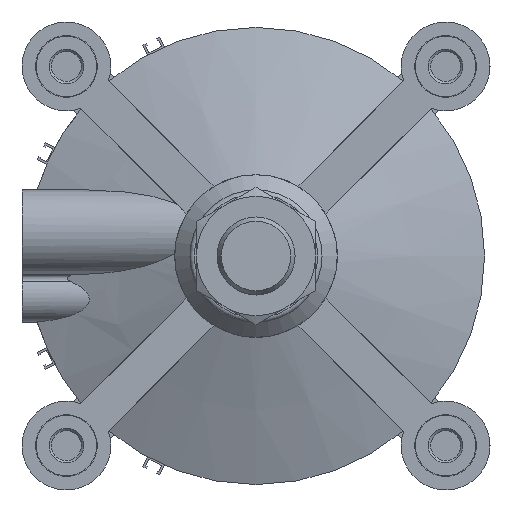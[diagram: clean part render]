
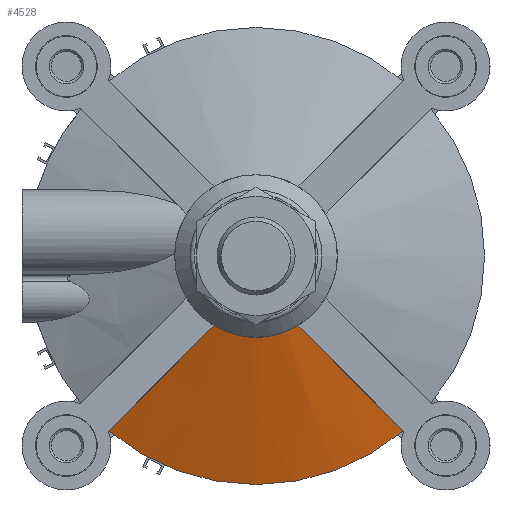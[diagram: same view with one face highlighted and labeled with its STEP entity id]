
A CAD part, left-side view. The second image highlights one B-rep face of the part: STEP entity #4528.
In plain terms, the highlighted conical face has half-angle 70 degrees and reference radius 105.5 mm.
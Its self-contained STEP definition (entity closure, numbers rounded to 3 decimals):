
#1115=CIRCLE('',#5011,105.5);
#1125=CIRCLE('',#5026,37.5);
#2154=ORIENTED_EDGE('',*,*,#2902,.F.);
#2155=ORIENTED_EDGE('',*,*,#2903,.F.);
#2156=ORIENTED_EDGE('',*,*,#2904,.F.);
#2157=ORIENTED_EDGE('',*,*,#2882,.T.);
#2882=EDGE_CURVE('',#3352,#3350,#1115,.T.);
#2902=EDGE_CURVE('',#3371,#3350,#3495,.T.);
#2903=EDGE_CURVE('',#3372,#3371,#1125,.T.);
#2904=EDGE_CURVE('',#3352,#3372,#3496,.T.);
#3350=VERTEX_POINT('',#7681);
#3352=VERTEX_POINT('',#7684);
#3371=VERTEX_POINT('',#7735);
#3372=VERTEX_POINT('',#7737);
#3495=B_SPLINE_CURVE_WITH_KNOTS('',3,(#7730,#7731,#7732,#7733,#7734),
 .UNSPECIFIED.,.F.,.F.,(4,1,4),(0.038,0.074,0.111),
 .UNSPECIFIED.);
#3496=B_SPLINE_CURVE_WITH_KNOTS('',3,(#7738,#7739,#7740,#7741,#7742),
 .UNSPECIFIED.,.F.,.F.,(4,1,4),(0.,0.037,
0.073),.UNSPECIFIED.);
#3784=EDGE_LOOP('',(#2154,#2155,#2156,#2157));
#4170=FACE_BOUND('',#3784,.T.);
#4308=CONICAL_SURFACE('',#5025,105.5,1.222);
#4528=ADVANCED_FACE('',(#4170),#4308,.T.);
#5011=AXIS2_PLACEMENT_3D('',#7683,#6158,#6159);
#5025=AXIS2_PLACEMENT_3D('',#7729,#6195,#6196);
#5026=AXIS2_PLACEMENT_3D('',#7736,#6197,#6198);
#6158=DIRECTION('',(1.,0.,0.));
#6159=DIRECTION('',(0.,0.,-1.));
#6195=DIRECTION('',(-1.,0.,0.));
#6196=DIRECTION('',(0.,0.,1.));
#6197=DIRECTION('',(1.,0.,0.));
#6198=DIRECTION('',(0.,0.,-1.));
#7681=CARTESIAN_POINT('',(30.,-67.964,80.692));
#7683=CARTESIAN_POINT('',(30.,0.,0.));
#7684=CARTESIAN_POINT('',(30.,67.964,80.692));
#7729=CARTESIAN_POINT('',(30.,0.,0.));
#7730=CARTESIAN_POINT('',(54.75,-19.378,32.105));
#7731=CARTESIAN_POINT('',(50.695,-27.493,40.22));
#7732=CARTESIAN_POINT('',(42.437,-43.687,56.415));
#7733=CARTESIAN_POINT('',(34.15,-59.872,72.6));
#7734=CARTESIAN_POINT('',(30.,-67.964,80.692));
#7735=CARTESIAN_POINT('',(54.75,-19.378,32.105));
#7736=CARTESIAN_POINT('',(54.75,0.,0.));
#7737=CARTESIAN_POINT('',(54.75,19.378,32.105));
#7738=CARTESIAN_POINT('',(30.,67.964,80.692));
#7739=CARTESIAN_POINT('',(34.15,59.872,72.6));
#7740=CARTESIAN_POINT('',(42.438,43.686,56.413));
#7741=CARTESIAN_POINT('',(50.695,27.492,40.22));
#7742=CARTESIAN_POINT('',(54.75,19.378,32.105));
